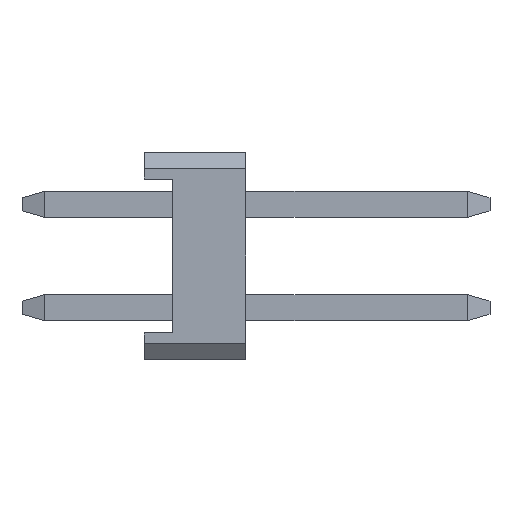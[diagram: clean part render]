
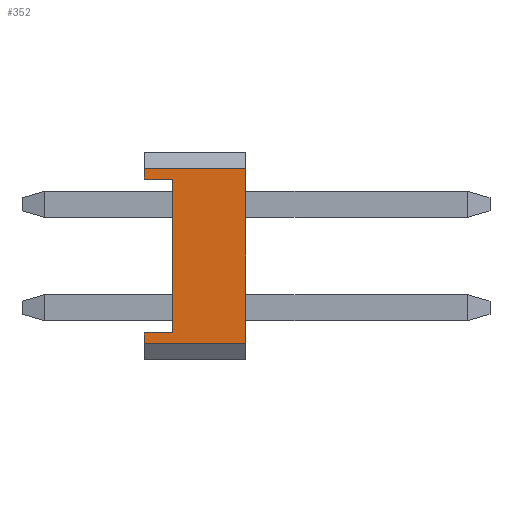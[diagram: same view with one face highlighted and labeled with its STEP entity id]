
A CAD part, left-side view. The second image highlights one B-rep face of the part: STEP entity #352.
In plain terms, the highlighted planar face has unit normal (-1, 0, 0).
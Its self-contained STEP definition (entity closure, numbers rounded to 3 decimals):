
#352=ADVANCED_FACE('',(#870),#871,.T.);
#870=FACE_OUTER_BOUND('',#1551,.T.);
#871=PLANE('',#1552);
#1551=EDGE_LOOP('',(#2563,#2564,#2565,#2566,#2567,#2568,#2569,#2570));
#1552=AXIS2_PLACEMENT_3D('',#2571,#2572,#2573);
#2563=ORIENTED_EDGE('',*,*,#4247,.T.);
#2564=ORIENTED_EDGE('',*,*,#4248,.T.);
#2565=ORIENTED_EDGE('',*,*,#4063,.T.);
#2566=ORIENTED_EDGE('',*,*,#4033,.T.);
#2567=ORIENTED_EDGE('',*,*,#4207,.F.);
#2568=ORIENTED_EDGE('',*,*,#4249,.T.);
#2569=ORIENTED_EDGE('',*,*,#4250,.T.);
#2570=ORIENTED_EDGE('',*,*,#4251,.T.);
#2571=CARTESIAN_POINT('',(-6.35,0.0,0.0));
#2572=DIRECTION('',(-1.0,-0.0,0.0));
#2573=DIRECTION('',(0.0,0.,-1.0));
#4033=EDGE_CURVE('',#4844,#4842,#4845,.T.);
#4063=EDGE_CURVE('',#4897,#4844,#4898,.T.);
#4207=EDGE_CURVE('',#5125,#4842,#5127,.T.);
#4247=EDGE_CURVE('',#5186,#5187,#5188,.T.);
#4248=EDGE_CURVE('',#5187,#4897,#5189,.T.);
#4249=EDGE_CURVE('',#5125,#5190,#5191,.T.);
#4250=EDGE_CURVE('',#5190,#5192,#5193,.T.);
#4251=EDGE_CURVE('',#5192,#5186,#5194,.T.);
#4842=VERTEX_POINT('',#5966);
#4844=VERTEX_POINT('',#5969);
#4845=LINE('',#5970,#5971);
#4897=VERTEX_POINT('',#6048);
#4898=LINE('',#6049,#6050);
#5125=VERTEX_POINT('',#6386);
#5127=LINE('',#6389,#6390);
#5186=VERTEX_POINT('',#6477);
#5187=VERTEX_POINT('',#6478);
#5188=LINE('',#6479,#6480);
#5189=LINE('',#6481,#6482);
#5190=VERTEX_POINT('',#6483);
#5191=LINE('',#6484,#6485);
#5192=VERTEX_POINT('',#6486);
#5193=LINE('',#6487,#6488);
#5194=LINE('',#6489,#6490);
#5966=CARTESIAN_POINT('',(-6.35,-2.5,2.147));
#5969=CARTESIAN_POINT('',(-6.35,-2.5,-2.147));
#5970=CARTESIAN_POINT('',(-6.35,-2.5,2.147));
#5971=VECTOR('',#7335,1.0);
#6048=CARTESIAN_POINT('',(-6.35,0.,-2.147));
#6049=CARTESIAN_POINT('',(-6.35,0.,-2.147));
#6050=VECTOR('',#7361,1.0);
#6386=CARTESIAN_POINT('',(-6.35,0.,2.147));
#6389=CARTESIAN_POINT('',(-6.35,0.,2.147));
#6390=VECTOR('',#7472,1.0);
#6477=CARTESIAN_POINT('',(-6.35,-0.7,-1.89));
#6478=CARTESIAN_POINT('',(-6.35,0.,-1.89));
#6479=CARTESIAN_POINT('',(-6.35,0.075,-1.89));
#6480=VECTOR('',#7501,1.0);
#6481=CARTESIAN_POINT('',(-6.35,0.,2.147));
#6482=VECTOR('',#7502,1.0);
#6483=CARTESIAN_POINT('',(-6.35,0.,1.89));
#6484=CARTESIAN_POINT('',(-6.35,0.,2.147));
#6485=VECTOR('',#7503,1.0);
#6486=CARTESIAN_POINT('',(-6.35,-0.7,1.89));
#6487=CARTESIAN_POINT('',(-6.35,0.075,1.89));
#6488=VECTOR('',#7504,1.0);
#6489=CARTESIAN_POINT('',(-6.35,-0.7,0.));
#6490=VECTOR('',#7505,1.0);
#7335=DIRECTION('',(0.0,0.,1.0));
#7361=DIRECTION('',(0.0,-1.0,0.));
#7472=DIRECTION('',(0.0,-1.0,0.));
#7501=DIRECTION('',(0.0,1.0,0.));
#7502=DIRECTION('',(0.0,0.,-1.0));
#7503=DIRECTION('',(0.0,0.,-1.0));
#7504=DIRECTION('',(0.0,-1.0,0.));
#7505=DIRECTION('',(0.0,0.,-1.0));
